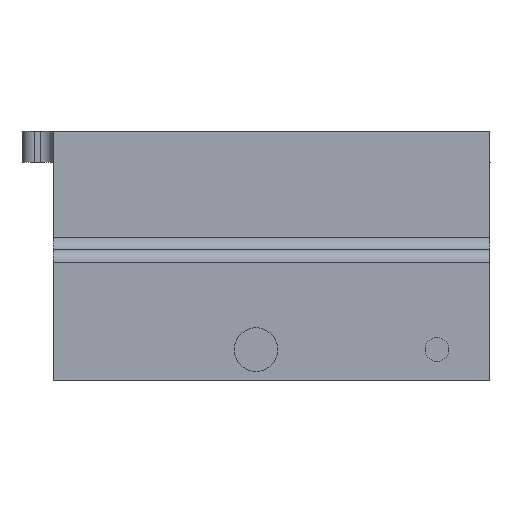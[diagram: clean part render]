
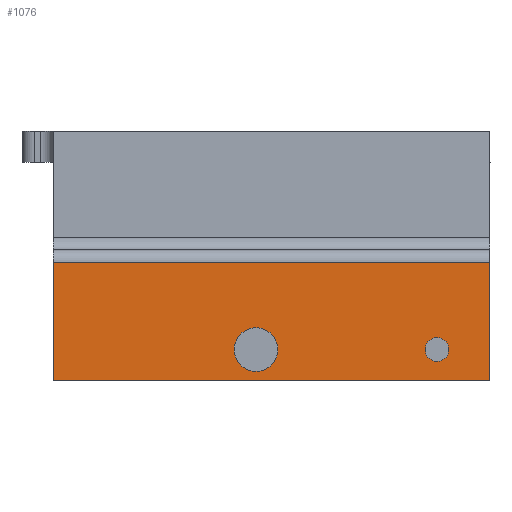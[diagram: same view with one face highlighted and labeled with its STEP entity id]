
A CAD part, left-side view. The second image highlights one B-rep face of the part: STEP entity #1076.
In plain terms, the highlighted planar face has unit normal (-1, 0, 0).
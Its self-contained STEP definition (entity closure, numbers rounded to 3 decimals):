
#18=FACE_BOUND('',#150,.T.);
#19=FACE_BOUND('',#151,.T.);
#47=PLANE('',#1174);
#86=FACE_OUTER_BOUND('',#149,.T.);
#149=EDGE_LOOP('',(#778,#779,#780,#781));
#150=EDGE_LOOP('',(#782));
#151=EDGE_LOOP('',(#783));
#227=LINE('',#1689,#316);
#228=LINE('',#1691,#317);
#229=LINE('',#1693,#318);
#230=LINE('',#1694,#319);
#316=VECTOR('',#1358,10.);
#317=VECTOR('',#1359,10.);
#318=VECTOR('',#1360,10.);
#319=VECTOR('',#1361,10.);
#409=CIRCLE('',#1164,1.9);
#413=CIRCLE('',#1170,3.4);
#479=VERTEX_POINT('',#1668);
#483=VERTEX_POINT('',#1678);
#485=VERTEX_POINT('',#1687);
#486=VERTEX_POINT('',#1688);
#487=VERTEX_POINT('',#1690);
#488=VERTEX_POINT('',#1692);
#591=EDGE_CURVE('',#479,#479,#409,.T.);
#596=EDGE_CURVE('',#483,#483,#413,.T.);
#600=EDGE_CURVE('',#485,#486,#227,.T.);
#601=EDGE_CURVE('',#487,#485,#228,.T.);
#602=EDGE_CURVE('',#488,#487,#229,.T.);
#603=EDGE_CURVE('',#488,#486,#230,.T.);
#778=ORIENTED_EDGE('',*,*,#600,.F.);
#779=ORIENTED_EDGE('',*,*,#601,.F.);
#780=ORIENTED_EDGE('',*,*,#602,.F.);
#781=ORIENTED_EDGE('',*,*,#603,.T.);
#782=ORIENTED_EDGE('',*,*,#591,.T.);
#783=ORIENTED_EDGE('',*,*,#596,.F.);
#1076=ADVANCED_FACE('',(#86,#18,#19),#47,.T.);
#1164=AXIS2_PLACEMENT_3D('',#1669,#1334,#1335);
#1170=AXIS2_PLACEMENT_3D('',#1680,#1347,#1348);
#1174=AXIS2_PLACEMENT_3D('',#1686,#1356,#1357);
#1334=DIRECTION('center_axis',(1.,0.,0.));
#1335=DIRECTION('ref_axis',(0.,-1.,0.));
#1347=DIRECTION('center_axis',(-1.,0.,0.));
#1348=DIRECTION('ref_axis',(0.,-1.,0.));
#1356=DIRECTION('center_axis',(-1.,0.,0.));
#1357=DIRECTION('ref_axis',(0.,-1.,0.));
#1358=DIRECTION('',(0.,-1.,0.));
#1359=DIRECTION('',(0.,0.,1.));
#1360=DIRECTION('',(0.,1.,0.));
#1361=DIRECTION('',(0.,0.,1.));
#1668=CARTESIAN_POINT('',(-71.951,1.086,-30.));
#1669=CARTESIAN_POINT('Origin',(-71.951,-0.814,-30.));
#1678=CARTESIAN_POINT('',(-71.951,28.186,-26.6));
#1680=CARTESIAN_POINT('Origin',(-71.951,28.186,-30.));
#1686=CARTESIAN_POINT('Origin',(-71.951,60.686,-20.));
#1687=CARTESIAN_POINT('',(-71.951,60.686,-16.));
#1688=CARTESIAN_POINT('',(-71.951,-9.314,-16.));
#1689=CARTESIAN_POINT('',(-71.951,43.186,-16.));
#1690=CARTESIAN_POINT('',(-71.951,60.686,-35.));
#1691=CARTESIAN_POINT('',(-71.951,60.686,-20.));
#1692=CARTESIAN_POINT('',(-71.951,-9.314,-35.));
#1693=CARTESIAN_POINT('',(-71.951,60.686,-35.));
#1694=CARTESIAN_POINT('',(-71.951,-9.314,-20.));
